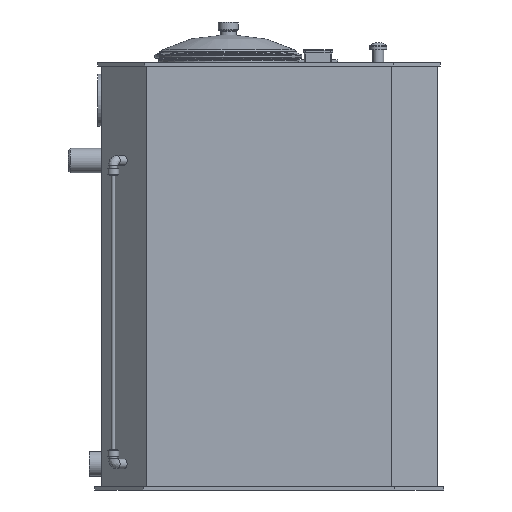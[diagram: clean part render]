
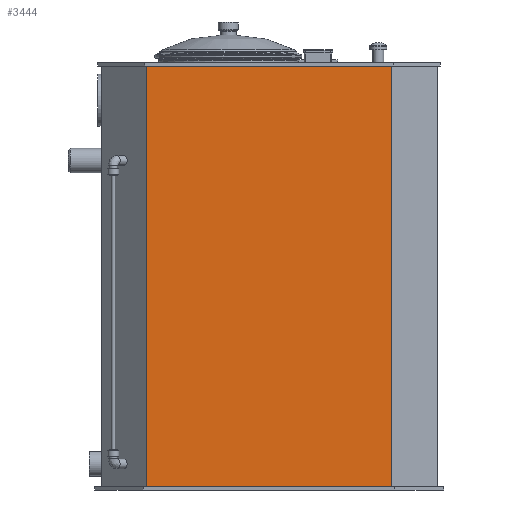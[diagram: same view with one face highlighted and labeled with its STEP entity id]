
A CAD part, front view. The second image highlights one B-rep face of the part: STEP entity #3444.
In plain terms, the highlighted planar face has unit normal (0, -1, 0).
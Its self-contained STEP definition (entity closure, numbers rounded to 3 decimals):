
#131=LINE('',#5166,#406);
#140=LINE('',#5186,#415);
#141=LINE('',#5187,#416);
#142=LINE('',#5188,#417);
#406=VECTOR('',#4135,10.);
#415=VECTOR('',#4162,10.);
#416=VECTOR('',#4163,10.);
#417=VECTOR('',#4164,10.);
#675=PLANE('',#3714);
#928=FACE_OUTER_BOUND('',#1183,.T.);
#1183=EDGE_LOOP('',(#2513,#2514,#2515,#2516));
#1638=VERTEX_POINT('',#5151);
#1645=VERTEX_POINT('',#5164);
#1646=VERTEX_POINT('',#5184);
#1647=VERTEX_POINT('',#5185);
#1982=EDGE_CURVE('',#1645,#1638,#131,.T.);
#1991=EDGE_CURVE('',#1646,#1647,#140,.T.);
#1992=EDGE_CURVE('',#1638,#1647,#141,.T.);
#1993=EDGE_CURVE('',#1645,#1646,#142,.T.);
#2513=ORIENTED_EDGE('',*,*,#1991,.T.);
#2514=ORIENTED_EDGE('',*,*,#1992,.F.);
#2515=ORIENTED_EDGE('',*,*,#1982,.F.);
#2516=ORIENTED_EDGE('',*,*,#1993,.T.);
#3444=ADVANCED_FACE('',(#928),#675,.T.);
#3714=AXIS2_PLACEMENT_3D('',#5183,#4160,#4161);
#4135=DIRECTION('',(-1.,0.,0.));
#4160=DIRECTION('center_axis',(0.,-1.,0.));
#4161=DIRECTION('ref_axis',(0.,0.,1.));
#4162=DIRECTION('',(-1.,0.,0.));
#4163=DIRECTION('',(0.,0.,1.));
#4164=DIRECTION('',(0.,0.,1.));
#5151=CARTESIAN_POINT('',(-376.716,-280.,10.));
#5164=CARTESIAN_POINT('',(376.716,-280.,10.));
#5166=CARTESIAN_POINT('',(188.358,-280.,10.));
#5183=CARTESIAN_POINT('Origin',(376.716,-280.,10.));
#5184=CARTESIAN_POINT('',(376.716,-280.,1300.));
#5185=CARTESIAN_POINT('',(-376.716,-280.,1300.));
#5186=CARTESIAN_POINT('',(376.716,-280.,1300.));
#5187=CARTESIAN_POINT('',(-376.716,-280.,10.));
#5188=CARTESIAN_POINT('',(376.716,-280.,10.));
